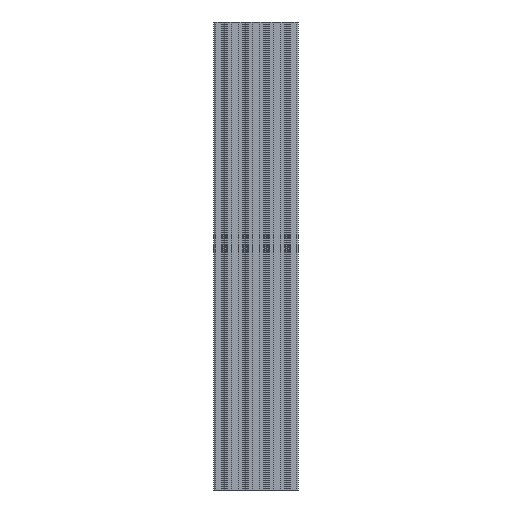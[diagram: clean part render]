
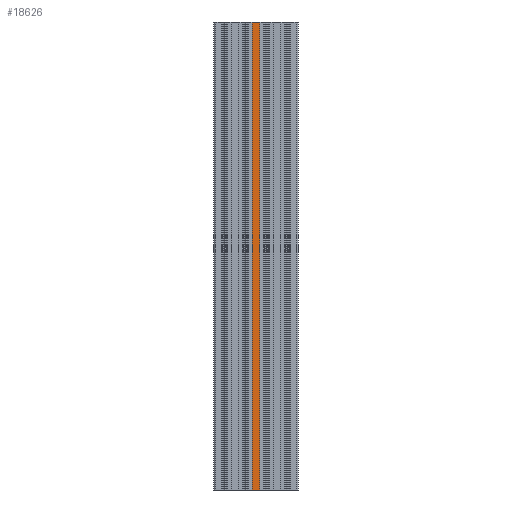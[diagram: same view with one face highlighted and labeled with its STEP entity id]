
A CAD part, front view. The second image highlights one B-rep face of the part: STEP entity #18626.
In plain terms, the highlighted planar face has unit normal (0, -1, 0).
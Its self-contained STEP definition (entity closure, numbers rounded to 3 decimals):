
#996 = CARTESIAN_POINT ( 'NONE',  ( -8., -21.75, -1000. ) ) ;
#1132 = LINE ( 'NONE', #16593, #4825 ) ;
#1415 = ORIENTED_EDGE ( 'NONE', *, *, #19075, .F. ) ;
#2084 = CARTESIAN_POINT ( 'NONE',  ( -8., -21.75, -1000. ) ) ;
#2147 = DIRECTION ( 'NONE',  ( 0., 0., 1. ) ) ;
#2561 = DIRECTION ( 'NONE',  ( 0., -1., 0. ) ) ;
#3118 = ORIENTED_EDGE ( 'NONE', *, *, #15008, .F. ) ;
#3347 = VECTOR ( 'NONE', #2147, 1000. ) ;
#3644 = DIRECTION ( 'NONE',  ( 1., 0., 0. ) ) ;
#3781 = EDGE_LOOP ( 'NONE', ( #1415, #3118, #5449, #5671 ) ) ;
#4511 = EDGE_CURVE ( 'NONE', #13939, #19933, #1132, .T. ) ;
#4655 = LINE ( 'NONE', #8361, #13000 ) ;
#4825 = VECTOR ( 'NONE', #7203, 1000. ) ;
#4902 = DIRECTION ( 'NONE',  ( 0., 0., 1. ) ) ;
#5093 = VERTEX_POINT ( 'NONE', #10469 ) ;
#5449 = ORIENTED_EDGE ( 'NONE', *, *, #4511, .T. ) ;
#5671 = ORIENTED_EDGE ( 'NONE', *, *, #14149, .T. ) ;
#7203 = DIRECTION ( 'NONE',  ( 1., 0., 0. ) ) ;
#7494 = LINE ( 'NONE', #2084, #3347 ) ;
#8361 = CARTESIAN_POINT ( 'NONE',  ( 0., -21.75, 0. ) ) ;
#10273 = LINE ( 'NONE', #15886, #18583 ) ;
#10413 = PLANE ( 'NONE',  #14101 ) ;
#10469 = CARTESIAN_POINT ( 'NONE',  ( -8., -21.75, 0. ) ) ;
#11221 = CARTESIAN_POINT ( 'NONE',  ( 8., -21.75, -1000. ) ) ;
#11518 = CARTESIAN_POINT ( 'NONE',  ( 8., -21.75, 0. ) ) ;
#11561 = FACE_OUTER_BOUND ( 'NONE', #3781, .T. ) ;
#11951 = CARTESIAN_POINT ( 'NONE',  ( 0., -21.75, -1000. ) ) ;
#13000 = VECTOR ( 'NONE', #3644, 1000. ) ;
#13531 = DIRECTION ( 'NONE',  ( 1., 0., 0. ) ) ;
#13746 = VERTEX_POINT ( 'NONE', #11518 ) ;
#13939 = VERTEX_POINT ( 'NONE', #996 ) ;
#14101 = AXIS2_PLACEMENT_3D ( 'NONE', #11951, #2561, #13531 ) ;
#14149 = EDGE_CURVE ( 'NONE', #19933, #13746, #10273, .T. ) ;
#15008 = EDGE_CURVE ( 'NONE', #13939, #5093, #7494, .T. ) ;
#15886 = CARTESIAN_POINT ( 'NONE',  ( 8., -21.75, -1000. ) ) ;
#16593 = CARTESIAN_POINT ( 'NONE',  ( 0., -21.75, -1000. ) ) ;
#18583 = VECTOR ( 'NONE', #4902, 1000. ) ;
#18626 = ADVANCED_FACE ( 'NONE', ( #11561 ), #10413, .T. ) ;
#19075 = EDGE_CURVE ( 'NONE', #5093, #13746, #4655, .T. ) ;
#19933 = VERTEX_POINT ( 'NONE', #11221 ) ;
